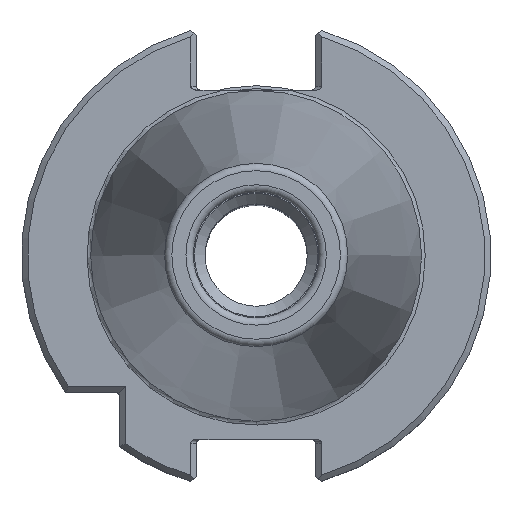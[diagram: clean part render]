
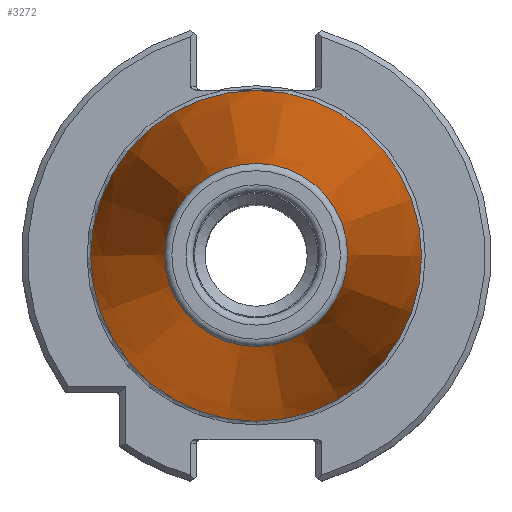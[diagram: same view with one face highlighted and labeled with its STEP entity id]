
A CAD part, top view. The second image highlights one B-rep face of the part: STEP entity #3272.
In plain terms, the highlighted conical face has half-angle 8.297 degrees and reference radius 22.395 mm.
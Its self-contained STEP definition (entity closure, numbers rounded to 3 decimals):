
#386=CONICAL_SURFACE('',#3469,22.395,0.145);
#472=ORIENTED_EDGE('',*,*,#1027,.F.);
#473=ORIENTED_EDGE('',*,*,#1029,.T.);
#1027=EDGE_CURVE('',#1321,#1321,#1539,.T.);
#1029=EDGE_CURVE('',#1323,#1323,#1541,.T.);
#1321=VERTEX_POINT('',#4483);
#1323=VERTEX_POINT('',#4489);
#1539=CIRCLE('',#3466,12.397);
#1541=CIRCLE('',#3470,22.395);
#1687=EDGE_LOOP('',(#472));
#1688=EDGE_LOOP('',(#473));
#1925=FACE_BOUND('',#1687,.T.);
#1926=FACE_BOUND('',#1688,.T.);
#3272=ADVANCED_FACE('',(#1925,#1926),#386,.T.);
#3466=AXIS2_PLACEMENT_3D('',#4482,#3821,#3822);
#3469=AXIS2_PLACEMENT_3D('',#4487,#3827,#3828);
#3470=AXIS2_PLACEMENT_3D('',#4488,#3829,#3830);
#3821=DIRECTION('',(0.,0.,1.));
#3822=DIRECTION('',(1.,0.,0.));
#3827=DIRECTION('',(0.,0.,-1.));
#3828=DIRECTION('',(-1.,0.,0.));
#3829=DIRECTION('',(0.,0.,1.));
#3830=DIRECTION('',(1.,0.,0.));
#4482=CARTESIAN_POINT('',(0.,0.,67.394));
#4483=CARTESIAN_POINT('',(12.397,0.,67.394));
#4487=CARTESIAN_POINT('',(0.,0.,-1.163));
#4488=CARTESIAN_POINT('',(0.,0.,-1.163));
#4489=CARTESIAN_POINT('',(22.395,0.,-1.163));
